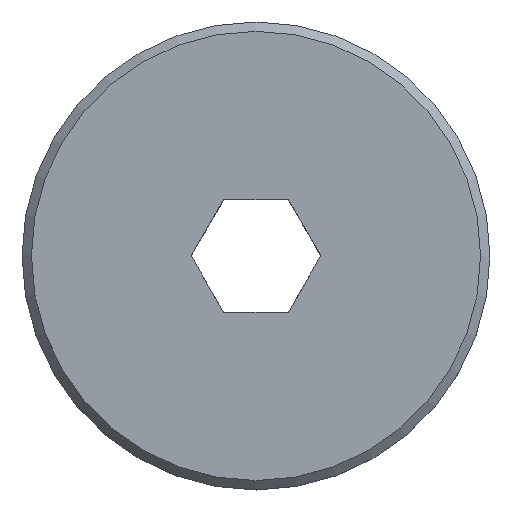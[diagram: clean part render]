
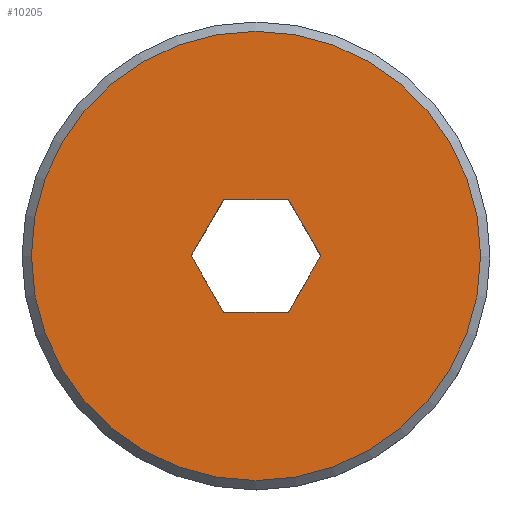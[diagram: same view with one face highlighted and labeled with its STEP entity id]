
A CAD part, top view. The second image highlights one B-rep face of the part: STEP entity #10205.
In plain terms, the highlighted planar face has unit normal (0, 0, 1).
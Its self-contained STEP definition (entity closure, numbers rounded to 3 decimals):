
#244 = LINE ( 'NONE', #471, #10038 ) ;
#387 = VECTOR ( 'NONE', #14998, 1000. ) ;
#471 = CARTESIAN_POINT ( 'NONE',  ( 1.732, 3., 10.25 ) ) ;
#613 = LINE ( 'NONE', #6230, #387 ) ;
#778 = DIRECTION ( 'NONE',  ( -0.5, 0.866, 0. ) ) ;
#952 = EDGE_CURVE ( 'NONE', #6653, #7084, #11590, .T. ) ;
#1036 = CARTESIAN_POINT ( 'NONE',  ( 1.732, -3., 10.25 ) ) ;
#1079 = CARTESIAN_POINT ( 'NONE',  ( -1.732, 3., 10.25 ) ) ;
#1468 = CARTESIAN_POINT ( 'NONE',  ( 1.732, 3., 10.25 ) ) ;
#1554 = CARTESIAN_POINT ( 'NONE',  ( -1.732, 3., 10.25 ) ) ;
#1636 = VECTOR ( 'NONE', #7320, 1000. ) ;
#2165 = CARTESIAN_POINT ( 'NONE',  ( -3.464, 0., 10.25 ) ) ;
#2351 = DIRECTION ( 'NONE',  ( 0.5, 0.866, 0. ) ) ;
#2626 = AXIS2_PLACEMENT_3D ( 'NONE', #15130, #8593, #8765 ) ;
#3419 = CARTESIAN_POINT ( 'NONE',  ( 0., 0., 10.25 ) ) ;
#3585 = EDGE_CURVE ( 'NONE', #7084, #6962, #7023, .T. ) ;
#4297 = FACE_OUTER_BOUND ( 'NONE', #15653, .T. ) ;
#4379 = LINE ( 'NONE', #1036, #7156 ) ;
#4465 = DIRECTION ( 'NONE',  ( -1., 0., 0. ) ) ;
#4849 = CARTESIAN_POINT ( 'NONE',  ( 0., -12., 10.25 ) ) ;
#5743 = ORIENTED_EDGE ( 'NONE', *, *, #5963, .F. ) ;
#5913 = PLANE ( 'NONE',  #7003 ) ;
#5963 = EDGE_CURVE ( 'NONE', #14052, #10887, #4379, .T. ) ;
#6074 = ORIENTED_EDGE ( 'NONE', *, *, #14346, .F. ) ;
#6230 = CARTESIAN_POINT ( 'NONE',  ( -1.732, -3., 10.25 ) ) ;
#6341 = EDGE_LOOP ( 'NONE', ( #11368, #15664, #8125, #6074, #9073, #5743 ) ) ;
#6653 = VERTEX_POINT ( 'NONE', #1554 ) ;
#6962 = VERTEX_POINT ( 'NONE', #13429 ) ;
#7003 = AXIS2_PLACEMENT_3D ( 'NONE', #3419, #12308, #14886 ) ;
#7023 = LINE ( 'NONE', #2165, #13997 ) ;
#7033 = EDGE_CURVE ( 'NONE', #6962, #14052, #613, .T. ) ;
#7084 = VERTEX_POINT ( 'NONE', #12468 ) ;
#7114 = VECTOR ( 'NONE', #778, 1000. ) ;
#7156 = VECTOR ( 'NONE', #2351, 1000. ) ;
#7320 = DIRECTION ( 'NONE',  ( -0.5, -0.866, 0. ) ) ;
#8125 = ORIENTED_EDGE ( 'NONE', *, *, #952, .F. ) ;
#8593 = DIRECTION ( 'NONE',  ( 0., 0., 1. ) ) ;
#8765 = DIRECTION ( 'NONE',  ( 0., -1., 0. ) ) ;
#9073 = ORIENTED_EDGE ( 'NONE', *, *, #12389, .F. ) ;
#9831 = CIRCLE ( 'NONE', #2626, 12. ) ;
#10038 = VECTOR ( 'NONE', #4465, 1000. ) ;
#10205 = ADVANCED_FACE ( 'NONE', ( #4297, #13645 ), #5913, .T. ) ;
#10887 = VERTEX_POINT ( 'NONE', #12488 ) ;
#11368 = ORIENTED_EDGE ( 'NONE', *, *, #7033, .F. ) ;
#11590 = LINE ( 'NONE', #1079, #1636 ) ;
#11901 = ORIENTED_EDGE ( 'NONE', *, *, #13967, .T. ) ;
#12168 = CARTESIAN_POINT ( 'NONE',  ( 3.464, 0., 10.25 ) ) ;
#12308 = DIRECTION ( 'NONE',  ( 0., 0., 1. ) ) ;
#12389 = EDGE_CURVE ( 'NONE', #10887, #15714, #15501, .T. ) ;
#12424 = CARTESIAN_POINT ( 'NONE',  ( 1.732, -3., 10.25 ) ) ;
#12468 = CARTESIAN_POINT ( 'NONE',  ( -3.464, 0., 10.25 ) ) ;
#12488 = CARTESIAN_POINT ( 'NONE',  ( 3.464, 0., 10.25 ) ) ;
#13429 = CARTESIAN_POINT ( 'NONE',  ( -1.732, -3., 10.25 ) ) ;
#13645 = FACE_BOUND ( 'NONE', #6341, .T. ) ;
#13967 = EDGE_CURVE ( 'NONE', #14715, #14715, #9831, .T. ) ;
#13997 = VECTOR ( 'NONE', #14832, 1000. ) ;
#14052 = VERTEX_POINT ( 'NONE', #12424 ) ;
#14346 = EDGE_CURVE ( 'NONE', #15714, #6653, #244, .T. ) ;
#14715 = VERTEX_POINT ( 'NONE', #4849 ) ;
#14832 = DIRECTION ( 'NONE',  ( 0.5, -0.866, 0. ) ) ;
#14886 = DIRECTION ( 'NONE',  ( 0., -1., 0. ) ) ;
#14998 = DIRECTION ( 'NONE',  ( 1., 0., 0. ) ) ;
#15130 = CARTESIAN_POINT ( 'NONE',  ( 0., 0., 10.25 ) ) ;
#15501 = LINE ( 'NONE', #12168, #7114 ) ;
#15653 = EDGE_LOOP ( 'NONE', ( #11901 ) ) ;
#15664 = ORIENTED_EDGE ( 'NONE', *, *, #3585, .F. ) ;
#15714 = VERTEX_POINT ( 'NONE', #1468 ) ;
